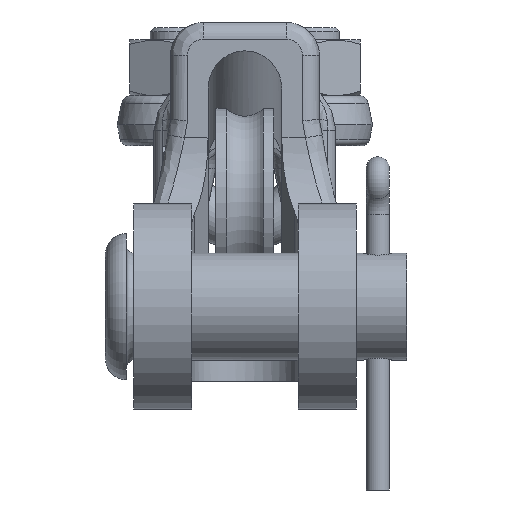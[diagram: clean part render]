
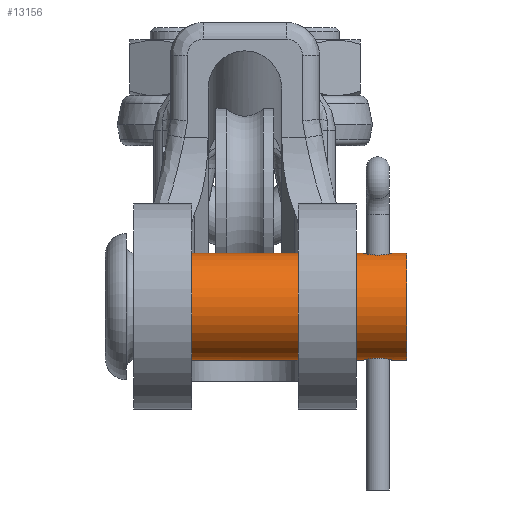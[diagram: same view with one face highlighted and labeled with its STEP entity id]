
A CAD part, front view. The second image highlights one B-rep face of the part: STEP entity #13156.
In plain terms, the highlighted cylindrical face has radius 10.312 mm (diameter 20.625 mm), a partial arc.
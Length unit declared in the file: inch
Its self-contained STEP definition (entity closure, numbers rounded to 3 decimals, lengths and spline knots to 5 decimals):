
#12885=CARTESIAN_POINT('',(1.11749,0.,0.406));
#12886=CARTESIAN_POINT('',(1.11749,-0.00438,0.406));
#12887=CARTESIAN_POINT('',(1.11697,-0.0131,
0.40586));
#12888=CARTESIAN_POINT('',(1.11463,-0.02607,
0.40523));
#12889=CARTESIAN_POINT('',(1.11073,-0.03875,
0.40421));
#12890=CARTESIAN_POINT('',(1.10531,-0.05091,
0.40286));
#12891=CARTESIAN_POINT('',(1.09839,-0.06244,
0.40122));
#12892=CARTESIAN_POINT('',(1.0901,-0.07305,
0.39942));
#12893=CARTESIAN_POINT('',(1.08052,-0.08263,
0.39754));
#12894=CARTESIAN_POINT('',(1.0699,-0.09092,
0.39571));
#12895=CARTESIAN_POINT('',(1.05836,-0.09784,
0.39405));
#12896=CARTESIAN_POINT('',(1.04619,-0.10325,
0.39266));
#12897=CARTESIAN_POINT('',(1.03352,-0.10715,
0.39161));
#12898=CARTESIAN_POINT('',(1.02058,-0.10948,
0.39096));
#12899=CARTESIAN_POINT('',(1.00749,-0.11026,
0.39074));
#12900=CARTESIAN_POINT('',(0.9944,-0.10948,
0.39096));
#12901=CARTESIAN_POINT('',(0.98146,-0.10715,
0.39161));
#12902=CARTESIAN_POINT('',(0.96879,-0.10325,
0.39266));
#12903=CARTESIAN_POINT('',(0.95663,-0.09784,
0.39405));
#12904=CARTESIAN_POINT('',(0.94509,-0.09092,
0.39571));
#12905=CARTESIAN_POINT('',(0.93446,-0.08263,
0.39754));
#12906=CARTESIAN_POINT('',(0.92488,-0.07305,
0.39942));
#12907=CARTESIAN_POINT('',(0.9166,-0.06244,
0.40122));
#12908=CARTESIAN_POINT('',(0.90967,-0.05091,
0.40286));
#12909=CARTESIAN_POINT('',(0.90426,-0.03875,
0.40421));
#12910=CARTESIAN_POINT('',(0.90035,-0.02607,
0.40523));
#12911=CARTESIAN_POINT('',(0.89801,-0.0131,
0.40586));
#12912=CARTESIAN_POINT('',(0.89749,-0.00438,0.406));
#12913=CARTESIAN_POINT('',(0.89749,0.,0.406));
#12915=DIRECTION('',(1.,0.,0.));
#12916=VECTOR('',#12915,0.109);
#12917=CARTESIAN_POINT('',(1.11749,0.,0.406));
#12918=LINE('',#12917,#12916);
#12919=CARTESIAN_POINT('',(0.89749,0.,-0.406));
#12920=CARTESIAN_POINT('',(0.89749,-0.00438,-0.406));
#12921=CARTESIAN_POINT('',(0.89801,-0.0131,
-0.40586));
#12922=CARTESIAN_POINT('',(0.90035,-0.02607,
-0.40523));
#12923=CARTESIAN_POINT('',(0.90426,-0.03875,
-0.40421));
#12924=CARTESIAN_POINT('',(0.90967,-0.05091,
-0.40286));
#12925=CARTESIAN_POINT('',(0.9166,-0.06244,
-0.40122));
#12926=CARTESIAN_POINT('',(0.92488,-0.07305,
-0.39942));
#12927=CARTESIAN_POINT('',(0.93446,-0.08263,
-0.39754));
#12928=CARTESIAN_POINT('',(0.94509,-0.09092,
-0.39571));
#12929=CARTESIAN_POINT('',(0.95663,-0.09784,
-0.39405));
#12930=CARTESIAN_POINT('',(0.96879,-0.10325,
-0.39266));
#12931=CARTESIAN_POINT('',(0.98146,-0.10715,
-0.39161));
#12932=CARTESIAN_POINT('',(0.9944,-0.10948,
-0.39096));
#12933=CARTESIAN_POINT('',(1.00749,-0.11026,
-0.39074));
#12934=CARTESIAN_POINT('',(1.02058,-0.10948,
-0.39096));
#12935=CARTESIAN_POINT('',(1.03352,-0.10715,
-0.39161));
#12936=CARTESIAN_POINT('',(1.04619,-0.10325,
-0.39266));
#12937=CARTESIAN_POINT('',(1.05836,-0.09784,
-0.39405));
#12938=CARTESIAN_POINT('',(1.0699,-0.09092,
-0.39571));
#12939=CARTESIAN_POINT('',(1.08052,-0.08263,
-0.39754));
#12940=CARTESIAN_POINT('',(1.0901,-0.07305,
-0.39942));
#12941=CARTESIAN_POINT('',(1.09839,-0.06244,
-0.40122));
#12942=CARTESIAN_POINT('',(1.10531,-0.05091,
-0.40286));
#12943=CARTESIAN_POINT('',(1.11073,-0.03875,
-0.40421));
#12944=CARTESIAN_POINT('',(1.11463,-0.02607,
-0.40523));
#12945=CARTESIAN_POINT('',(1.11697,-0.0131,
-0.40586));
#12946=CARTESIAN_POINT('',(1.11749,-0.00438,-0.406));
#12947=CARTESIAN_POINT('',(1.11749,0.,-0.406));
#12949=DIRECTION('',(1.,0.,0.));
#12950=VECTOR('',#12949,1.736);
#12951=CARTESIAN_POINT('',(-0.83851,0.,0.406));
#12952=LINE('',#12951,#12950);
#12953=CARTESIAN_POINT('',(1.11749,0.,-0.406));
#12981=CARTESIAN_POINT('',(0.89749,0.,-0.406));
#12983=DIRECTION('',(1.,0.,0.));
#12984=VECTOR('',#12983,0.109);
#12985=CARTESIAN_POINT('',(1.11749,0.,-0.406));
#12986=LINE('',#12985,#12984);
#12987=CARTESIAN_POINT('',(0.89749,0.,0.406));
#13015=CARTESIAN_POINT('',(1.11749,0.,0.406));
#13017=DIRECTION('',(1.,0.,0.));
#13018=VECTOR('',#13017,1.736);
#13019=CARTESIAN_POINT('',(-0.83851,0.,-0.406));
#13020=LINE('',#13019,#13018);
#13030=CARTESIAN_POINT('',(1.22649,0.,0.));
#13031=DIRECTION('',(1.,0.,0.));
#13032=DIRECTION('',(0.,0.,1.));
#13033=AXIS2_PLACEMENT_3D('',#13030,#13031,#13032);
#13085=CARTESIAN_POINT('',(-0.83851,0.,0.));
#13086=DIRECTION('',(1.,0.,0.));
#13087=DIRECTION('',(0.,0.,1.));
#13088=AXIS2_PLACEMENT_3D('',#13085,#13086,#13087);
#13095=CARTESIAN_POINT('',(1.22649,0.,-0.406));
#13096=CARTESIAN_POINT('',(1.22649,0.,0.406));
#13097=VERTEX_POINT('',#13095);
#13098=VERTEX_POINT('',#13096);
#13111=CARTESIAN_POINT('',(-0.83851,0.,-0.406));
#13112=CARTESIAN_POINT('',(-0.83851,0.,0.406));
#13113=VERTEX_POINT('',#13111);
#13114=VERTEX_POINT('',#13112);
#13115=VERTEX_POINT('',#12953);
#13116=VERTEX_POINT('',#12981);
#13117=VERTEX_POINT('',#12987);
#13118=VERTEX_POINT('',#13015);
#13135=CARTESIAN_POINT('',(-0.89851,0.,0.));
#13136=DIRECTION('',(1.,0.,0.));
#13137=DIRECTION('',(0.,0.,-1.));
#13138=AXIS2_PLACEMENT_3D('',#13135,#13136,#13137);
#13139=CYLINDRICAL_SURFACE('',#13138,0.406);
#13140=ORIENTED_EDGE('',*,*,#13124,.F.);
#13142=ORIENTED_EDGE('',*,*,#13141,.T.);
#13144=ORIENTED_EDGE('',*,*,#13143,.T.);
#13146=ORIENTED_EDGE('',*,*,#13145,.F.);
#13147=ORIENTED_EDGE('',*,*,#13128,.F.);
#13149=ORIENTED_EDGE('',*,*,#13148,.F.);
#13151=ORIENTED_EDGE('',*,*,#13150,.F.);
#13153=ORIENTED_EDGE('',*,*,#13152,.T.);
#13154=EDGE_LOOP('',(#13140,#13142,#13144,#13146,#13147,#13149,#13151,#13153));
#13155=FACE_OUTER_BOUND('',#13154,.F.);
#13156=ADVANCED_FACE('',(#13155),#13139,.T.);
#12914=B_SPLINE_CURVE_WITH_KNOTS('',3,(#12885,#12886,#12887,#12888,#12889,
#12890,#12891,#12892,#12893,#12894,#12895,#12896,#12897,#12898,#12899,#12900,
#12901,#12902,#12903,#12904,#12905,#12906,#12907,#12908,#12909,#12910,#12911,
#12912,#12913),.UNSPECIFIED.,.F.,.F.,(4,1,1,1,1,1,1,1,1,1,1,1,1,1,1,1,1,1,1,1,1,
1,1,1,1,1,4),(0.,0.03846,0.07692,0.11538,
0.15385,0.19231,0.23077,0.26923,
0.30769,0.34615,0.38462,0.42308,
0.46154,0.5,0.53846,0.57692,0.61538,
0.65385,0.69231,0.73077,0.76923,
0.80769,0.84615,0.88462,0.92308,
0.96154,1.),.UNSPECIFIED.);
#12948=B_SPLINE_CURVE_WITH_KNOTS('',3,(#12919,#12920,#12921,#12922,#12923,
#12924,#12925,#12926,#12927,#12928,#12929,#12930,#12931,#12932,#12933,#12934,
#12935,#12936,#12937,#12938,#12939,#12940,#12941,#12942,#12943,#12944,#12945,
#12946,#12947),.UNSPECIFIED.,.F.,.F.,(4,1,1,1,1,1,1,1,1,1,1,1,1,1,1,1,1,1,1,1,1,
1,1,1,1,1,4),(0.,0.03846,0.07692,0.11538,
0.15385,0.19231,0.23077,0.26923,
0.30769,0.34615,0.38462,0.42308,
0.46154,0.5,0.53846,0.57692,0.61538,
0.65385,0.69231,0.73077,0.76923,
0.80769,0.84615,0.88462,0.92308,
0.96154,1.),.UNSPECIFIED.);
#13034=CIRCLE('',#13033,0.406);
#13089=CIRCLE('',#13088,0.406);
#13124=EDGE_CURVE('',#13118,#13117,#12914,.T.);
#13128=EDGE_CURVE('',#13116,#13115,#12948,.T.);
#13141=EDGE_CURVE('',#13118,#13098,#12918,.T.);
#13143=EDGE_CURVE('',#13098,#13097,#13034,.T.);
#13145=EDGE_CURVE('',#13115,#13097,#12986,.T.);
#13148=EDGE_CURVE('',#13113,#13116,#13020,.T.);
#13150=EDGE_CURVE('',#13114,#13113,#13089,.T.);
#13152=EDGE_CURVE('',#13114,#13117,#12952,.T.);
